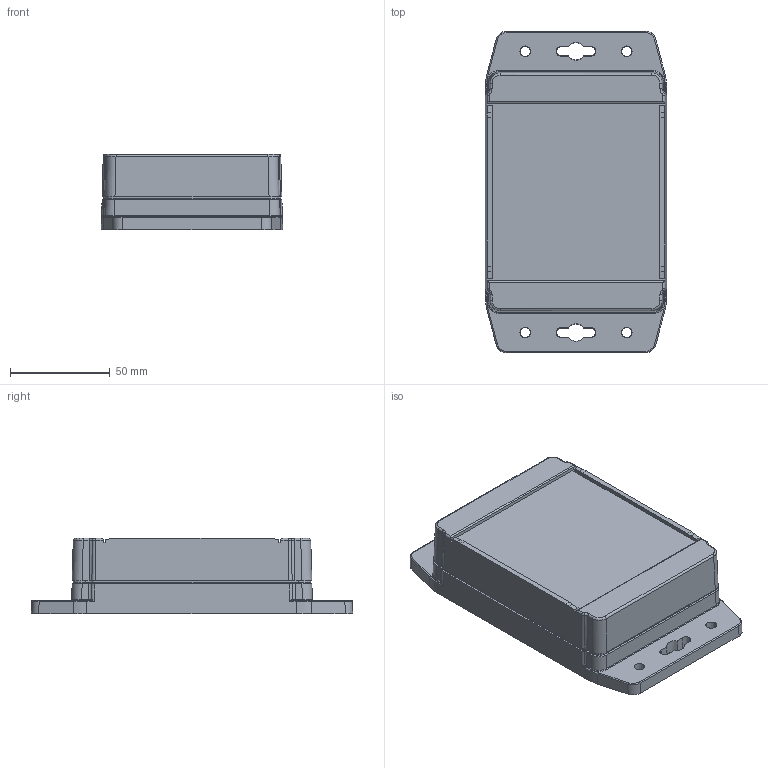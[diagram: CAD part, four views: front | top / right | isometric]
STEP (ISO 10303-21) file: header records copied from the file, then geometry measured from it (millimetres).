
FILE_DESCRIPTION (( 'STEP AP203' ), '1' );
FILE_NAME ('1555F2F17GY.step', '2020-11-13T16:28:32', ( 'ADC123' ), ( 'Microsoft' ), 'SwSTEP 2.0', 'SolidWorks 2019', '' );
FILE_SCHEMA (( 'CONFIG_CONTROL_DESIGN' ));
Length unit declared in the file: inch
Products named in the file (1): 1555F2F17GY
Bounding box: 90.79 x 160.79 x 37.7 mm (x, y, z)
Volume: 148619.1 mm3; surface area: 109865 mm2
Topology: 11 solids, 11 shells, 1377 faces, 3364 edges, 2127 vertices
Faces by surface type: plane 638, bspline 276, cylinder 261, cone 198, torus 4
Full cylindrical faces by diameter (mm): 3 x6, 3.251 x4, 3.43 x4, 3.5 x4, 3.88 x4, 5.334 x4, 5.537 x8, 6.35 x8, 8.5 x4
Entity records: 46331 total; most frequent: CARTESIAN_POINT 16313, ORIENTED_EDGE 6440, DIRECTION 5491, EDGE_CURVE 3220, VERTEX_POINT 2099, AXIS2_PLACEMENT_3D 1868, LINE 1755, VECTOR 1755
